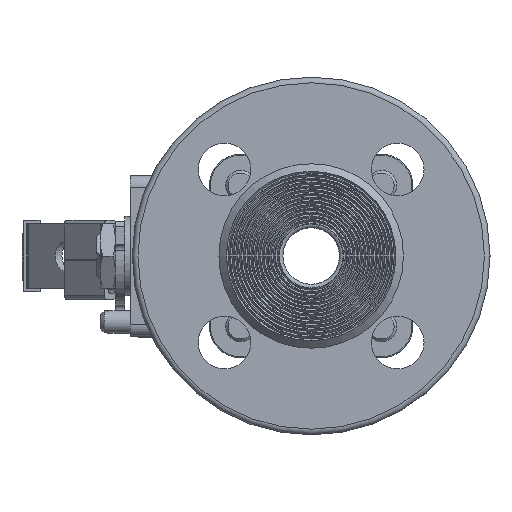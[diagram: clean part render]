
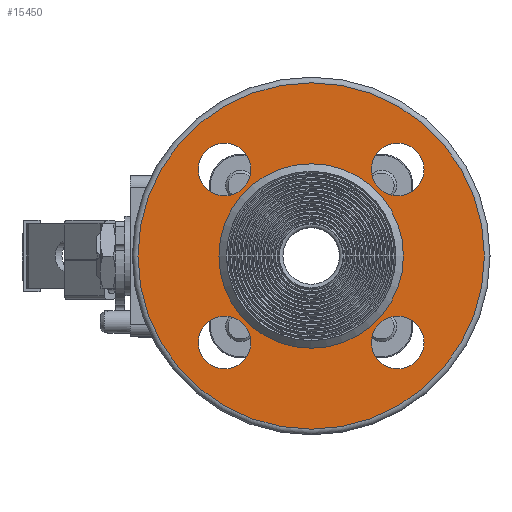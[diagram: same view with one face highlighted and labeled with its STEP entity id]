
A CAD part, left-side view. The second image highlights one B-rep face of the part: STEP entity #15450.
In plain terms, the highlighted planar face has unit normal (-1, 0, 0).
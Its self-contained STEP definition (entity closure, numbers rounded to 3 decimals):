
#2390=PLANE('',#16858);
#4353=ORIENTED_EDGE('',*,*,#8440,.T.);
#4354=ORIENTED_EDGE('',*,*,#8417,.F.);
#4355=ORIENTED_EDGE('',*,*,#8419,.F.);
#4356=ORIENTED_EDGE('',*,*,#8421,.F.);
#4357=ORIENTED_EDGE('',*,*,#8423,.F.);
#4358=ORIENTED_EDGE('',*,*,#8478,.F.);
#8417=EDGE_CURVE('',#10649,#10649,#12024,.T.);
#8419=EDGE_CURVE('',#10651,#10651,#12026,.T.);
#8421=EDGE_CURVE('',#10653,#10653,#12028,.T.);
#8423=EDGE_CURVE('',#10655,#10655,#12030,.T.);
#8440=EDGE_CURVE('',#10670,#10670,#12039,.T.);
#8478=EDGE_CURVE('',#10704,#10704,#12054,.T.);
#10649=VERTEX_POINT('',#24261);
#10651=VERTEX_POINT('',#24266);
#10653=VERTEX_POINT('',#24271);
#10655=VERTEX_POINT('',#24276);
#10670=VERTEX_POINT('',#24367);
#10704=VERTEX_POINT('',#24542);
#12024=CIRCLE('',#16713,7.);
#12026=CIRCLE('',#16716,7.);
#12028=CIRCLE('',#16719,7.);
#12030=CIRCLE('',#16722,7.);
#12039=CIRCLE('',#16737,46.);
#12054=CIRCLE('',#16759,24.5);
#12837=EDGE_LOOP('',(#4353));
#12838=EDGE_LOOP('',(#4354));
#12839=EDGE_LOOP('',(#4355));
#12840=EDGE_LOOP('',(#4356));
#12841=EDGE_LOOP('',(#4357));
#12842=EDGE_LOOP('',(#4358));
#14135=FACE_BOUND('',#12837,.T.);
#14136=FACE_BOUND('',#12838,.T.);
#14137=FACE_BOUND('',#12839,.T.);
#14138=FACE_BOUND('',#12840,.T.);
#14139=FACE_BOUND('',#12841,.T.);
#14140=FACE_BOUND('',#12842,.T.);
#15450=ADVANCED_FACE('',(#14135,#14136,#14137,#14138,#14139,#14140),#2390,
 .F.);
#16713=AXIS2_PLACEMENT_3D('',#24260,#18602,#18603);
#16716=AXIS2_PLACEMENT_3D('',#24265,#18608,#18609);
#16719=AXIS2_PLACEMENT_3D('',#24270,#18614,#18615);
#16722=AXIS2_PLACEMENT_3D('',#24275,#18620,#18621);
#16737=AXIS2_PLACEMENT_3D('',#24366,#18652,#18653);
#16759=AXIS2_PLACEMENT_3D('',#24541,#18701,#18702);
#16858=AXIS2_PLACEMENT_3D('',#25464,#19030,#19031);
#18602=DIRECTION('',(-1.,0.,0.));
#18603=DIRECTION('',(0.,0.,1.));
#18608=DIRECTION('',(-1.,0.,0.));
#18609=DIRECTION('',(0.,0.,1.));
#18614=DIRECTION('',(-1.,0.,0.));
#18615=DIRECTION('',(0.,0.,1.));
#18620=DIRECTION('',(-1.,0.,0.));
#18621=DIRECTION('',(0.,0.,1.));
#18652=DIRECTION('',(-1.,0.,0.));
#18653=DIRECTION('',(0.,0.,1.));
#18701=DIRECTION('',(-1.,0.,0.));
#18702=DIRECTION('',(0.,0.,1.));
#19030=DIRECTION('',(1.,0.,0.));
#19031=DIRECTION('',(0.,1.,0.));
#24260=CARTESIAN_POINT('',(2.8,22.981,-22.981));
#24261=CARTESIAN_POINT('',(2.8,22.981,-15.981));
#24265=CARTESIAN_POINT('',(2.8,-22.981,-22.981));
#24266=CARTESIAN_POINT('',(2.8,-22.981,-15.981));
#24270=CARTESIAN_POINT('',(2.8,-22.981,22.981));
#24271=CARTESIAN_POINT('',(2.8,-22.981,29.981));
#24275=CARTESIAN_POINT('',(2.8,22.981,22.981));
#24276=CARTESIAN_POINT('',(2.8,22.981,29.981));
#24366=CARTESIAN_POINT('',(2.8,0.,0.));
#24367=CARTESIAN_POINT('',(2.8,0.,46.));
#24541=CARTESIAN_POINT('',(2.8,0.,0.));
#24542=CARTESIAN_POINT('',(2.8,0.,24.5));
#25464=CARTESIAN_POINT('',(2.8,24.5,0.));
